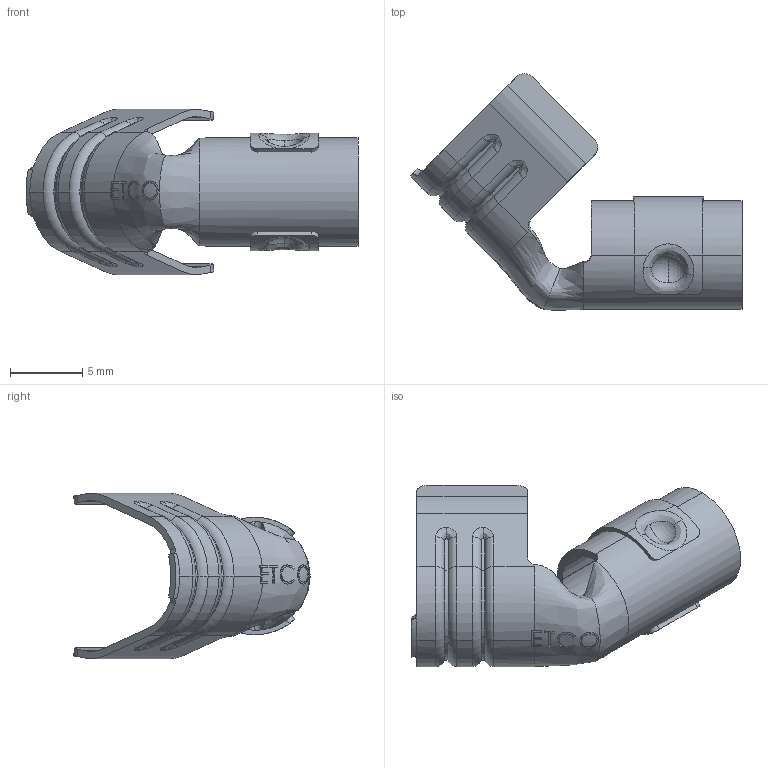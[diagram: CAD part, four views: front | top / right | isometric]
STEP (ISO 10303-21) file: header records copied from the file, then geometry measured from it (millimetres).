
FILE_DESCRIPTION (( 'STEP AP203' ), '1' );
FILE_NAME ('SP11-135.STEP', '2019-11-05T18:15:37', ( 'tempuser' ), ( 'Microsoft' ), 'SwSTEP 2.0', 'SolidWorks 2019', '' );
FILE_SCHEMA (( 'CONFIG_CONTROL_DESIGN' ));
Length unit declared in the file: inch
Products named in the file (3): SP11-135_SP11-135 without carrier; SP11-135; SCA4_SCA4-B
Assembly tree (2 placements, depth 2):
  SP11-135
    SP11-135_SP11-135 without carrier
    SCA4_SCA4-B
Bounding box: 22.93 x 16.33 x 11.43 mm (x, y, z)
Volume: 287.6 mm3; surface area: 1256.6 mm2
Topology: 2 solids, 2 shells, 231 faces, 648 edges, 421 vertices
Faces by surface type: bspline 98, cylinder 67, plane 40, torus 18, sphere 8
Entity records: 13307 total; most frequent: CARTESIAN_POINT 7821, ORIENTED_EDGE 1296, DIRECTION 784, EDGE_CURVE 648, VERTEX_POINT 421, AXIS2_PLACEMENT_3D 304, B_SPLINE_CURVE_WITH_KNOTS 298, EDGE_LOOP 235
